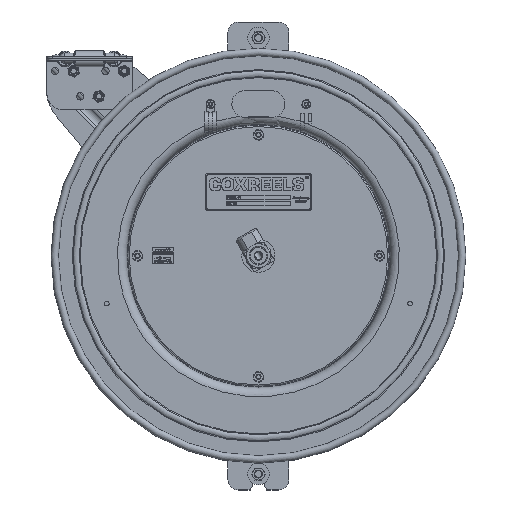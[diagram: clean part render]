
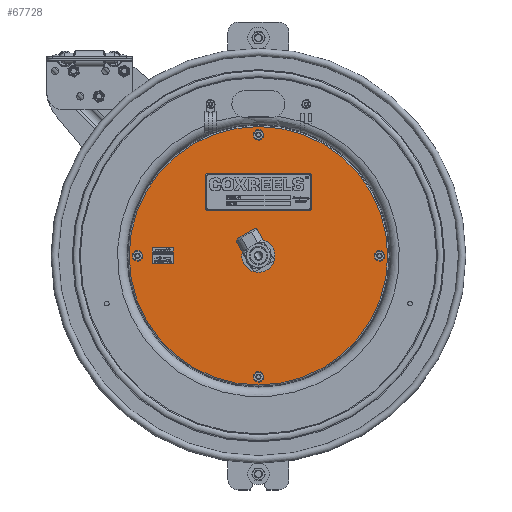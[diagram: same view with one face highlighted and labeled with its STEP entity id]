
A CAD part, top view. The second image highlights one B-rep face of the part: STEP entity #67728.
In plain terms, the highlighted planar face has unit normal (0, 0, 1).
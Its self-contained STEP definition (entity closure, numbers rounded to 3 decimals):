
#3190=FACE_BOUND('',#10519,.T.);
#3191=FACE_BOUND('',#10520,.T.);
#3192=FACE_BOUND('',#10521,.T.);
#3193=FACE_BOUND('',#10522,.T.);
#3194=FACE_BOUND('',#10523,.T.);
#4655=CIRCLE('',#71602,6.078);
#4656=CIRCLE('',#71603,0.655);
#4657=CIRCLE('',#71604,0.14);
#4658=CIRCLE('',#71605,0.14);
#4659=CIRCLE('',#71606,0.14);
#4660=CIRCLE('',#71607,0.14);
#7659=FACE_OUTER_BOUND('',#10518,.T.);
#10518=EDGE_LOOP('',(#54513));
#10519=EDGE_LOOP('',(#54514));
#10520=EDGE_LOOP('',(#54515));
#10521=EDGE_LOOP('',(#54516));
#10522=EDGE_LOOP('',(#54517));
#10523=EDGE_LOOP('',(#54518));
#30093=VERTEX_POINT('',#110238);
#30094=VERTEX_POINT('',#110240);
#30095=VERTEX_POINT('',#110242);
#30096=VERTEX_POINT('',#110244);
#30097=VERTEX_POINT('',#110246);
#30098=VERTEX_POINT('',#110248);
#40186=EDGE_CURVE('',#30093,#30093,#4655,.T.);
#40187=EDGE_CURVE('',#30094,#30094,#4656,.T.);
#40188=EDGE_CURVE('',#30095,#30095,#4657,.T.);
#40189=EDGE_CURVE('',#30096,#30096,#4658,.T.);
#40190=EDGE_CURVE('',#30097,#30097,#4659,.T.);
#40191=EDGE_CURVE('',#30098,#30098,#4660,.T.);
#54513=ORIENTED_EDGE('',*,*,#40186,.F.);
#54514=ORIENTED_EDGE('',*,*,#40187,.T.);
#54515=ORIENTED_EDGE('',*,*,#40188,.T.);
#54516=ORIENTED_EDGE('',*,*,#40189,.T.);
#54517=ORIENTED_EDGE('',*,*,#40190,.T.);
#54518=ORIENTED_EDGE('',*,*,#40191,.T.);
#62812=PLANE('',#71601);
#67728=ADVANCED_FACE('',(#7659,#3190,#3191,#3192,#3193,#3194),#62812,.T.);
#71601=AXIS2_PLACEMENT_3D('',#110237,#81712,#81713);
#71602=AXIS2_PLACEMENT_3D('',#110239,#81714,#81715);
#71603=AXIS2_PLACEMENT_3D('',#110241,#81716,#81717);
#71604=AXIS2_PLACEMENT_3D('',#110243,#81718,#81719);
#71605=AXIS2_PLACEMENT_3D('',#110245,#81720,#81721);
#71606=AXIS2_PLACEMENT_3D('',#110247,#81722,#81723);
#71607=AXIS2_PLACEMENT_3D('',#110249,#81724,#81725);
#81712=DIRECTION('center_axis',(0.,0.,
1.));
#81713=DIRECTION('ref_axis',(-1.,0.,0.));
#81714=DIRECTION('center_axis',(0.,0.,
-1.));
#81715=DIRECTION('ref_axis',(-1.,0.,0.));
#81716=DIRECTION('center_axis',(0.,0.,
-1.));
#81717=DIRECTION('ref_axis',(1.,0.,0.));
#81718=DIRECTION('center_axis',(0.,0.,
-1.));
#81719=DIRECTION('ref_axis',(-1.,0.,0.));
#81720=DIRECTION('center_axis',(0.,0.,
-1.));
#81721=DIRECTION('ref_axis',(-1.,0.,0.));
#81722=DIRECTION('center_axis',(0.,0.,
-1.));
#81723=DIRECTION('ref_axis',(-1.,0.,0.));
#81724=DIRECTION('center_axis',(0.,0.,
-1.));
#81725=DIRECTION('ref_axis',(-1.,0.,0.));
#110237=CARTESIAN_POINT('Origin',(51.936,-11.252,-49.578));
#110238=CARTESIAN_POINT('',(58.013,-11.252,-49.578));
#110239=CARTESIAN_POINT('Origin',(51.936,-11.252,-49.578));
#110240=CARTESIAN_POINT('',(51.281,-11.252,-49.578));
#110241=CARTESIAN_POINT('Origin',(51.936,-11.252,-49.578));
#110242=CARTESIAN_POINT('',(46.108,-11.252,-49.578));
#110243=CARTESIAN_POINT('Origin',(46.248,-11.252,-49.578));
#110244=CARTESIAN_POINT('',(57.483,-11.252,-49.578));
#110245=CARTESIAN_POINT('Origin',(57.623,-11.252,-49.578));
#110246=CARTESIAN_POINT('',(51.796,-16.939,-49.578));
#110247=CARTESIAN_POINT('Origin',(51.936,-16.939,-49.578));
#110248=CARTESIAN_POINT('',(51.796,-5.564,-49.578));
#110249=CARTESIAN_POINT('Origin',(51.936,-5.564,-49.578));
